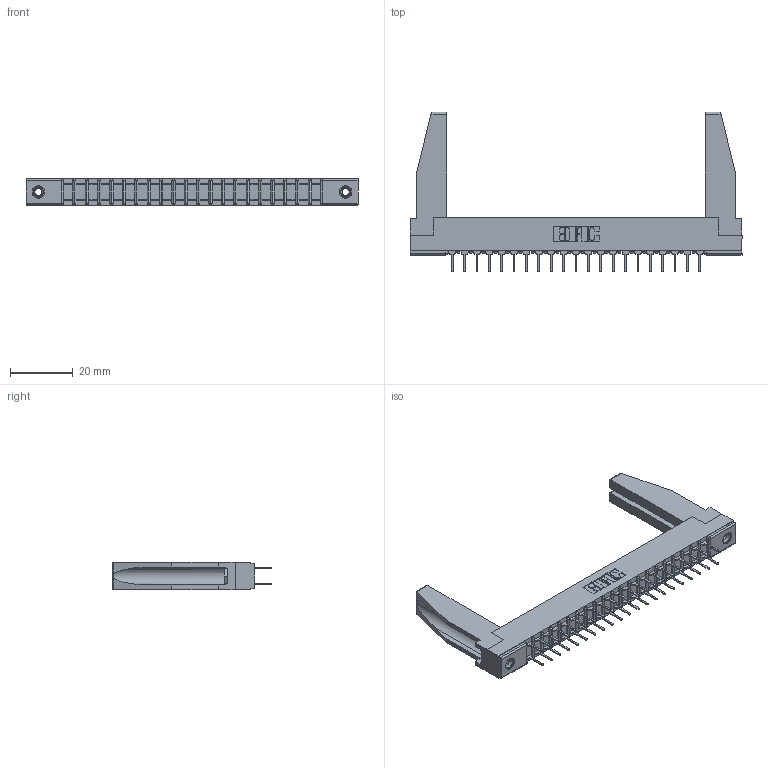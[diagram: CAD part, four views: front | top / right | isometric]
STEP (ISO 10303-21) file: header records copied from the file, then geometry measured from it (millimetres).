
FILE_DESCRIPTION (( 'STEP AP203' ), '1' );
FILE_NAME ('357-042-424-278.STEP', '2020-10-03T22:17:22', ( '' ), ( '' ), 'SwSTEP 2.0', 'SolidWorks 2020', '' );
FILE_SCHEMA (( 'CONFIG_CONTROL_DESIGN' ));
Length unit declared in the file: inch
Products named in the file (5): 307-290-001_524; 357-042-424-278; 307-220-078; 345-250-001_345-250-001-102; 307 Part_.156 Dia Mounting Holes
Assembly tree (47 placements, depth 2):
  357-042-424-278
    307 Part_.156 Dia Mounting Holes
    307-290-001_524  x42
    307-220-078  x2
    345-250-001_345-250-001-102  x2
Bounding box: 106.22 x 51.13 x 8.71 mm (x, y, z)
Volume: 10928 mm3; surface area: 15948.5 mm2
Topology: 47 solids, 47 shells, 2202 faces, 6113 edges, 3950 vertices
Faces by surface type: plane 1456, cylinder 686, sphere 44, cone 12, torus 4
Entity records: 23671 total; most frequent: CARTESIAN_POINT 3887, ORIENTED_EDGE 3808, DIRECTION 3770, EDGE_CURVE 1904, LINE 1456, VECTOR 1456, VERTEX_POINT 1232, AXIS2_PLACEMENT_3D 1157
